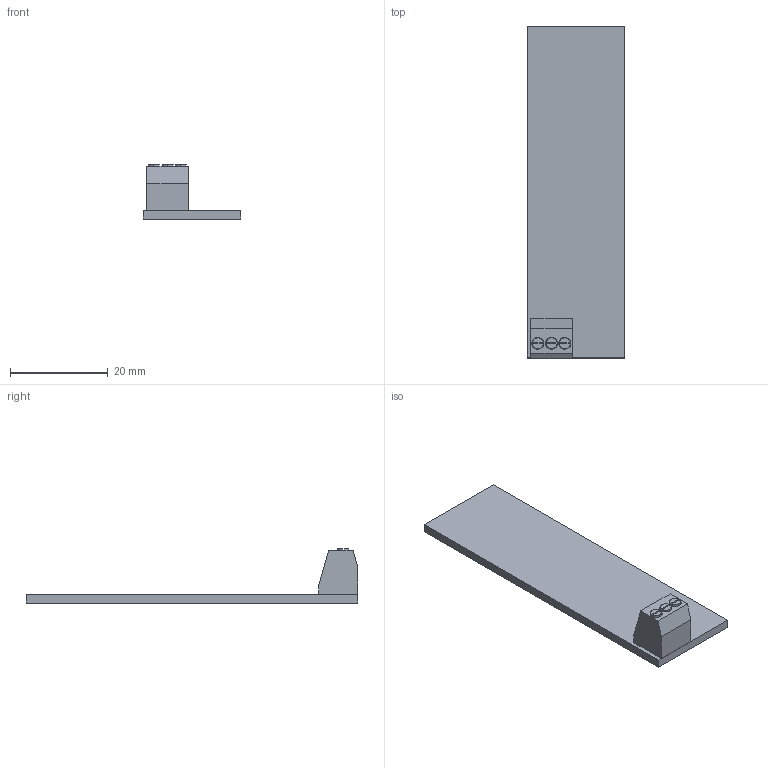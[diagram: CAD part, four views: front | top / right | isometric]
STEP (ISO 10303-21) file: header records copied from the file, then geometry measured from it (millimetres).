
FILE_DESCRIPTION(/* description */ ('VariCAD 2019-1.04 AP-214'),/* implementation_level */ '2;1');
FILE_NAME(/* name */ 'PMOD-AD5791.stp',/* time_stamp */ '2025-03-20T10:02:48-05:00',/* author */ (''),/* organization */ (''),/* preprocessor_version */ 'VariCAD 2019-1.04',/* originating_system */ 'VariCAD 2019-1.04; kernel version (20180118)',/* authorisation */ '');
FILE_SCHEMA(('AUTOMOTIVE_DESIGN'));
Length unit declared in the file: millimetre
Products named in the file (6): PMOD-AD5791; Screw M1.6x3
Assembly tree (5 placements, depth 2):
  PMOD-AD5791
    Screw M1.6x3
    Screw M1.6x3
    Screw M1.6x3
    (unnamed)
    (unnamed)
Bounding box: 20 x 68 x 11.12 mm (x, y, z)
Volume: 2985.5 mm3; surface area: 3540.1 mm2
Topology: 5 solids, 5 shells, 83 faces, 174 edges, 110 vertices
Faces by surface type: plane 41, cylinder 30, torus 6, cone 6
Entity records: 2559 total; most frequent: DIRECTION 456, CARTESIAN_POINT 383, ORIENTED_EDGE 348, AXIS2_PLACEMENT_3D 183, EDGE_CURVE 174, VERTEX_POINT 110, EDGE_LOOP 92, LINE 90
